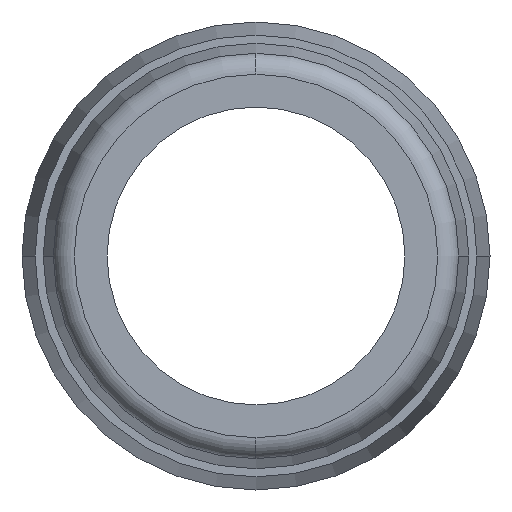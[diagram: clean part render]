
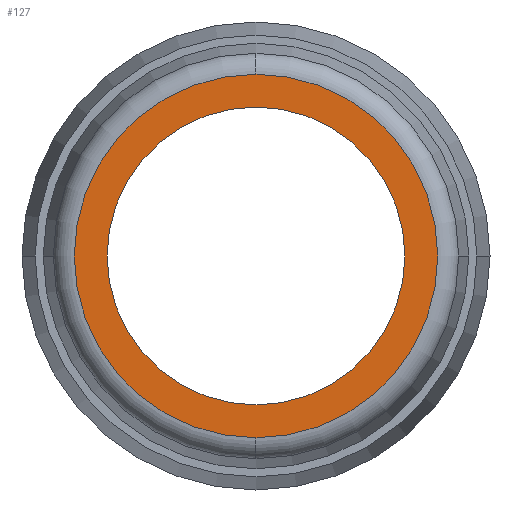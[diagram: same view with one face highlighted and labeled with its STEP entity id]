
A CAD part, left-side view. The second image highlights one B-rep face of the part: STEP entity #127.
In plain terms, the highlighted planar face has unit normal (-1, 0, 0).
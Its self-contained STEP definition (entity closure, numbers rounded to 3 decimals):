
#127=ADVANCED_FACE('',(#257,#258),#259,.T.);
#257=FACE_OUTER_BOUND('',#389,.T.);
#258=FACE_BOUND('',#390,.T.);
#259=PLANE('',#391);
#389=EDGE_LOOP('',(#676,#677,#678));
#390=EDGE_LOOP('',(#679,#680));
#391=AXIS2_PLACEMENT_3D('',#681,#682,#683);
#676=ORIENTED_EDGE('',*,*,#814,.T.);
#677=ORIENTED_EDGE('',*,*,#760,.T.);
#678=ORIENTED_EDGE('',*,*,#815,.T.);
#679=ORIENTED_EDGE('',*,*,#812,.F.);
#680=ORIENTED_EDGE('',*,*,#763,.F.);
#681=CARTESIAN_POINT('',(-32.337,-7.772,0.0));
#682=DIRECTION('',(-1.0,0.0,0.0));
#683=DIRECTION('',(0.0,0.0,1.0));
#760=EDGE_CURVE('',#899,#902,#904,.T.);
#763=EDGE_CURVE('',#906,#909,#910,.T.);
#812=EDGE_CURVE('',#909,#906,#980,.T.);
#814=EDGE_CURVE('',#982,#899,#983,.T.);
#815=EDGE_CURVE('',#902,#982,#984,.T.);
#899=VERTEX_POINT('',#1080);
#902=VERTEX_POINT('',#1083);
#904=CIRCLE('',#1085,8.544);
#906=VERTEX_POINT('',#1087);
#909=VERTEX_POINT('',#1091);
#910=CIRCLE('',#1092,7.);
#980=CIRCLE('',#1175,7.);
#982=VERTEX_POINT('',#1177);
#983=CIRCLE('',#1178,8.544);
#984=CIRCLE('',#1179,8.544);
#1080=CARTESIAN_POINT('',(-32.337,0.,8.544));
#1083=CARTESIAN_POINT('',(-32.337,0.,-8.544));
#1085=AXIS2_PLACEMENT_3D('',#1267,#1268,#1269);
#1087=CARTESIAN_POINT('',(-32.337,-7.,0.));
#1091=CARTESIAN_POINT('',(-32.337,7.0,0.));
#1092=AXIS2_PLACEMENT_3D('',#1271,#1272,#1273);
#1175=AXIS2_PLACEMENT_3D('',#1353,#1354,#1355);
#1177=CARTESIAN_POINT('',(-32.337,-8.544,0.0));
#1178=AXIS2_PLACEMENT_3D('',#1356,#1357,#1358);
#1179=AXIS2_PLACEMENT_3D('',#1359,#1360,#1361);
#1267=CARTESIAN_POINT('',(-32.337,0.0,0.0));
#1268=DIRECTION('',(-1.0,0.0,0.0));
#1269=DIRECTION('',(0.0,-1.0,0.0));
#1271=CARTESIAN_POINT('',(-32.337,0.0,0.0));
#1272=DIRECTION('',(-1.0,0.0,0.0));
#1273=DIRECTION('',(0.0,-1.0,0.0));
#1353=CARTESIAN_POINT('',(-32.337,0.0,0.0));
#1354=DIRECTION('',(-1.0,0.0,0.0));
#1355=DIRECTION('',(0.0,-1.0,0.0));
#1356=CARTESIAN_POINT('',(-32.337,0.0,0.0));
#1357=DIRECTION('',(-1.0,0.0,0.0));
#1358=DIRECTION('',(0.0,-1.0,0.0));
#1359=CARTESIAN_POINT('',(-32.337,0.0,0.0));
#1360=DIRECTION('',(-1.0,0.0,0.0));
#1361=DIRECTION('',(0.0,-1.0,0.0));
